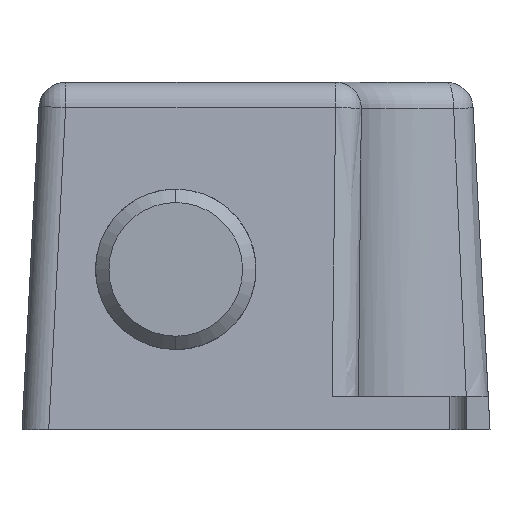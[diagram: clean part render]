
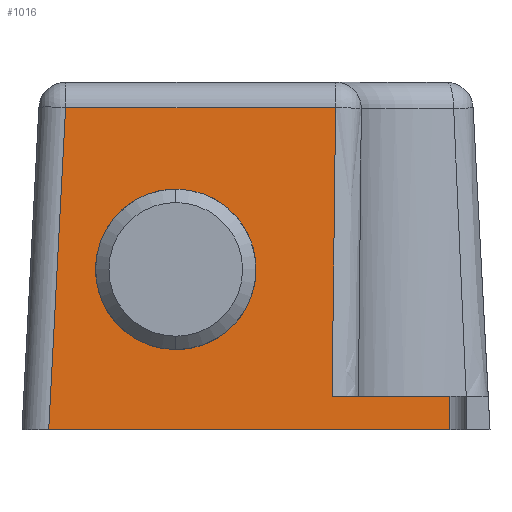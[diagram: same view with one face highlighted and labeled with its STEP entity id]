
A CAD part, left-side view. The second image highlights one B-rep face of the part: STEP entity #1016.
In plain terms, the highlighted planar face has unit normal (-0.999, 0, 0.052).
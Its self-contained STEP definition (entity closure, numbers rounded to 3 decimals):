
#9 = ORIENTED_EDGE ( 'NONE', *, *, #992, .T. ) ;
#43 = CARTESIAN_POINT ( 'NONE',  ( -59., -17.5, 0. ) ) ;
#53 = CARTESIAN_POINT ( 'NONE',  ( -58.057, 6., 18. ) ) ;
#58 = CARTESIAN_POINT ( 'NONE',  ( -59., -14.5, 0. ) ) ;
#73 = ORIENTED_EDGE ( 'NONE', *, *, #628, .T. ) ;
#127 = EDGE_CURVE ( 'NONE', #1403, #337, #439, .T. ) ;
#140 = DIRECTION ( 'NONE',  ( 0., 1., 0. ) ) ;
#176 = DIRECTION ( 'NONE',  ( 0., -1., 0. ) ) ;
#213 = CARTESIAN_POINT ( 'NONE',  ( -58.686, 18., 6. ) ) ;
#219 = VERTEX_POINT ( 'NONE', #1467 ) ;
#236 = ORIENTED_EDGE ( 'NONE', *, *, #238, .T. ) ;
#238 = EDGE_CURVE ( 'NONE', #738, #904, #1355, .T. ) ;
#267 = FACE_BOUND ( 'NONE', #559, .T. ) ;
#283 = EDGE_CURVE ( 'NONE', #976, #1406, #970, .T. ) ;
#326 = CARTESIAN_POINT ( 'NONE',  ( -57.737, -5.951, 24.105 ) ) ;
#327 = EDGE_CURVE ( 'NONE', #1228, #219, #445, .T. ) ;
#335 = ORIENTED_EDGE ( 'NONE', *, *, #1163, .F. ) ;
#336 = VECTOR ( 'NONE', #176, 1000. ) ;
#337 = VERTEX_POINT ( 'NONE', #640 ) ;
#383 = ORIENTED_EDGE ( 'NONE', *, *, #283, .T. ) ;
#421 = CARTESIAN_POINT ( 'NONE',  ( -58.686, -6., 6. ) ) ;
#426 = LINE ( 'NONE', #43, #336 ) ;
#435 = EDGE_LOOP ( 'NONE', ( #335, #383, #9, #236, #73, #622 ) ) ;
#439 =( BOUNDED_CURVE ( )  B_SPLINE_CURVE ( 3, ( #1546, #1127, #421, #839 ),
 .UNSPECIFIED., .F., .T. ) 
 B_SPLINE_CURVE_WITH_KNOTS ( ( 4, 4 ),
 ( 0., 3.142 ),
 .UNSPECIFIED. ) 
 CURVE ( )  GEOMETRIC_REPRESENTATION_ITEM ( )  RATIONAL_B_SPLINE_CURVE ( ( 1., 0.333, 0.333, 1. ) ) 
 REPRESENTATION_ITEM ( '' )  );
#445 = LINE ( 'NONE', #1504, #1147 ) ;
#559 = EDGE_LOOP ( 'NONE', ( #651, #1227 ) ) ;
#622 = ORIENTED_EDGE ( 'NONE', *, *, #327, .T. ) ;
#628 = EDGE_CURVE ( 'NONE', #904, #1228, #426, .T. ) ;
#630 = CARTESIAN_POINT ( 'NONE',  ( -58.869, -5.69, 2.5 ) ) ;
#640 = CARTESIAN_POINT ( 'NONE',  ( -58.686, 6., 6. ) ) ;
#646 = DIRECTION ( 'NONE',  ( 0.052, 0., 0.999 ) ) ;
#651 = ORIENTED_EDGE ( 'NONE', *, *, #1667, .T. ) ;
#699 = VECTOR ( 'NONE', #1037, 1000. ) ;
#700 =( BOUNDED_CURVE ( )  B_SPLINE_CURVE ( 3, ( #1602, #213, #741, #1190 ),
 .UNSPECIFIED., .F., .T. ) 
 B_SPLINE_CURVE_WITH_KNOTS ( ( 4, 4 ),
 ( 3.142, 6.283 ),
 .UNSPECIFIED. ) 
 CURVE ( )  GEOMETRIC_REPRESENTATION_ITEM ( )  RATIONAL_B_SPLINE_CURVE ( ( 1., 0.333, 0.333, 1. ) ) 
 REPRESENTATION_ITEM ( '' )  );
#738 = VERTEX_POINT ( 'NONE', #1289 ) ;
#741 = CARTESIAN_POINT ( 'NONE',  ( -58.057, 18., 18. ) ) ;
#746 = CARTESIAN_POINT ( 'NONE',  ( -58.11, -5.846, 16.986 ) ) ;
#839 = CARTESIAN_POINT ( 'NONE',  ( -58.686, 6., 6. ) ) ;
#904 = VERTEX_POINT ( 'NONE', #1516 ) ;
#924 = AXIS2_PLACEMENT_3D ( 'NONE', #1532, #1364, #1114 ) ;
#939 = PLANE ( 'NONE',  #924 ) ;
#940 = LINE ( 'NONE', #1785, #1652 ) ;
#970 =( BOUNDED_CURVE ( )  B_SPLINE_CURVE ( 3, ( #630, #1187, #746, #1316 ),
 .UNSPECIFIED., .F., .T. ) 
 B_SPLINE_CURVE_WITH_KNOTS ( ( 4, 4 ),
 ( 4.891, 4.988 ),
 .UNSPECIFIED. ) 
 CURVE ( )  GEOMETRIC_REPRESENTATION_ITEM ( )  RATIONAL_B_SPLINE_CURVE ( ( 1., 0.999, 0.999, 1. ) ) 
 REPRESENTATION_ITEM ( '' )  );
#976 = VERTEX_POINT ( 'NONE', #1536 ) ;
#992 = EDGE_CURVE ( 'NONE', #1406, #738, #940, .T. ) ;
#1006 = DIRECTION ( 'NONE',  ( 0., -1., 0. ) ) ;
#1016 = ADVANCED_FACE ( 'NONE', ( #267, #1381 ), #939, .T. ) ;
#1037 = DIRECTION ( 'NONE',  ( -0.052, 0.052, -0.997 ) ) ;
#1114 = DIRECTION ( 'NONE',  ( 0.052, 0., 0.999 ) ) ;
#1127 = CARTESIAN_POINT ( 'NONE',  ( -58.057, -6., 18. ) ) ;
#1147 = VECTOR ( 'NONE', #646, 1000. ) ;
#1163 = EDGE_CURVE ( 'NONE', #976, #219, #1198, .T. ) ;
#1187 = CARTESIAN_POINT ( 'NONE',  ( -58.487, -5.759, 9.779 ) ) ;
#1190 = CARTESIAN_POINT ( 'NONE',  ( -58.057, 6., 18. ) ) ;
#1198 = LINE ( 'NONE', #1436, #1338 ) ;
#1227 = ORIENTED_EDGE ( 'NONE', *, *, #127, .T. ) ;
#1228 = VERTEX_POINT ( 'NONE', #58 ) ;
#1289 = CARTESIAN_POINT ( 'NONE',  ( -57.737, 14.239, 24.105 ) ) ;
#1316 = CARTESIAN_POINT ( 'NONE',  ( -57.737, -5.951, 24.105 ) ) ;
#1338 = VECTOR ( 'NONE', #1006, 1000. ) ;
#1355 = LINE ( 'NONE', #1727, #699 ) ;
#1364 = DIRECTION ( 'NONE',  ( -0.999, 0., 0.052 ) ) ;
#1381 = FACE_OUTER_BOUND ( 'NONE', #435, .T. ) ;
#1403 = VERTEX_POINT ( 'NONE', #53 ) ;
#1406 = VERTEX_POINT ( 'NONE', #326 ) ;
#1436 = CARTESIAN_POINT ( 'NONE',  ( -58.869, -17.5, 2.5 ) ) ;
#1467 = CARTESIAN_POINT ( 'NONE',  ( -58.869, -14.5, 2.5 ) ) ;
#1504 = CARTESIAN_POINT ( 'NONE',  ( -59., -14.5, 0. ) ) ;
#1516 = CARTESIAN_POINT ( 'NONE',  ( -59., 15.503, 0. ) ) ;
#1532 = CARTESIAN_POINT ( 'NONE',  ( -59., -17.5, 0. ) ) ;
#1536 = CARTESIAN_POINT ( 'NONE',  ( -58.869, -5.69, 2.5 ) ) ;
#1546 = CARTESIAN_POINT ( 'NONE',  ( -58.057, 6., 18. ) ) ;
#1602 = CARTESIAN_POINT ( 'NONE',  ( -58.686, 6., 6. ) ) ;
#1652 = VECTOR ( 'NONE', #140, 1000. ) ;
#1667 = EDGE_CURVE ( 'NONE', #337, #1403, #700, .T. ) ;
#1727 = CARTESIAN_POINT ( 'NONE',  ( -58.91, 15.413, 1.72 ) ) ;
#1785 = CARTESIAN_POINT ( 'NONE',  ( -57.737, 16.137, 24.105 ) ) ;
